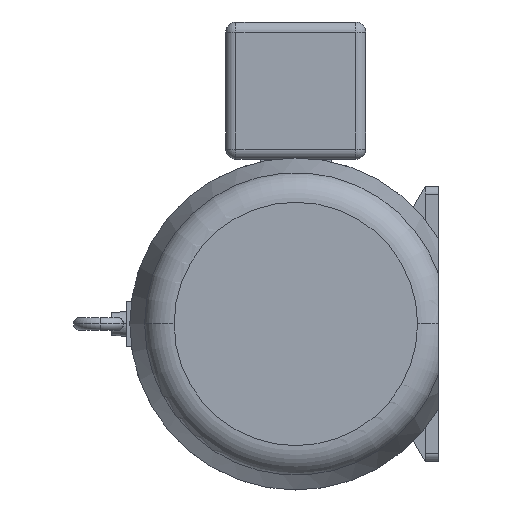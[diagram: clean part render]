
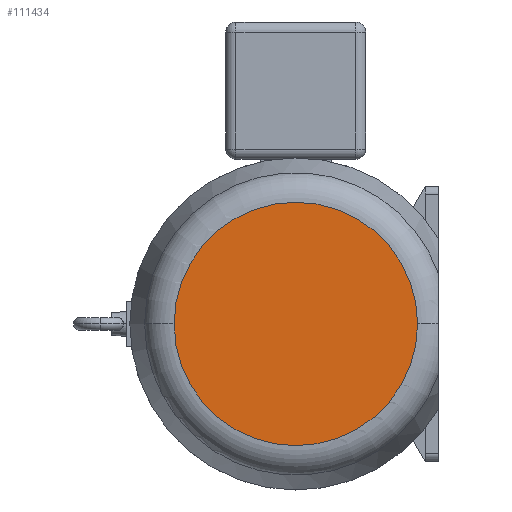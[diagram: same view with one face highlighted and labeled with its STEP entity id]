
A CAD part, left-side view. The second image highlights one B-rep face of the part: STEP entity #111434.
In plain terms, the highlighted planar face has unit normal (-1, 0, 0).
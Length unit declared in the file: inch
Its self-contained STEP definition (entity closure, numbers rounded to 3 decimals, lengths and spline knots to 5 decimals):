
#5081 = EDGE_CURVE ( 'Defeatured_0_39+Defeatured_0_31+Defeatured_0_31+Defeatured_0_31', #68303, #108766, #89759, .T. ) ;
#8636 = PLANE ( 'NONE',  #139919 ) ;
#22105 = CARTESIAN_POINT ( 'NONE',  ( -36.175, 5.9741, 0. ) ) ;
#23753 = CARTESIAN_POINT ( 'NONE',  ( -36.175, -5.9741, 0. ) ) ;
#23886 = DIRECTION ( 'NONE',  ( 0., -1., 0. ) ) ;
#35624 = FACE_OUTER_BOUND ( 'NONE', #63958, .T. ) ;
#52644 = CARTESIAN_POINT ( 'NONE',  ( -36.175, 0., 0. ) ) ;
#61741 = DIRECTION ( 'NONE',  ( 1., 0., 0. ) ) ;
#63538 = DIRECTION ( 'NONE',  ( 0., -1., 0. ) ) ;
#63958 = EDGE_LOOP ( 'NONE', ( #91207, #101248 ) ) ;
#68303 = VERTEX_POINT ( 'NONE', #141148 ) ;
#70683 = AXIS2_PLACEMENT_3D ( 'NONE', #52644, #80580, #23886 ) ;
#74347 = CARTESIAN_POINT ( 'NONE',  ( -36.175, 0., 0. ) ) ;
#78219 = AXIS2_PLACEMENT_3D ( 'NONE', #74347, #141694, #169601 ) ;
#80580 = DIRECTION ( 'NONE',  ( 1., 0., 0. ) ) ;
#89759 = CIRCLE ( 'NONE', #78219, 5.9741 ) ;
#91207 = ORIENTED_EDGE ( 'NONE', *, *, #153043, .F. ) ;
#101248 = ORIENTED_EDGE ( 'NONE', *, *, #5081, .F. ) ;
#108766 = VERTEX_POINT ( 'NONE', #23753 ) ;
#111434 = ADVANCED_FACE ( 'Defeatured_0_31', ( #35624 ), #8636, .F. ) ;
#139150 = CIRCLE ( 'NONE', #70683, 5.9741 ) ;
#139919 = AXIS2_PLACEMENT_3D ( 'NONE', #22105, #61741, #63538 ) ;
#141148 = CARTESIAN_POINT ( 'NONE',  ( -36.175, 5.9741, 0. ) ) ;
#141694 = DIRECTION ( 'NONE',  ( 1., 0., 0. ) ) ;
#153043 = EDGE_CURVE ( 'Defeatured_0_39+Defeatured_0_31+Defeatured_0_31+Defeatured_0_31', #108766, #68303, #139150, .T. ) ;
#169601 = DIRECTION ( 'NONE',  ( 0., -1., 0. ) ) ;
